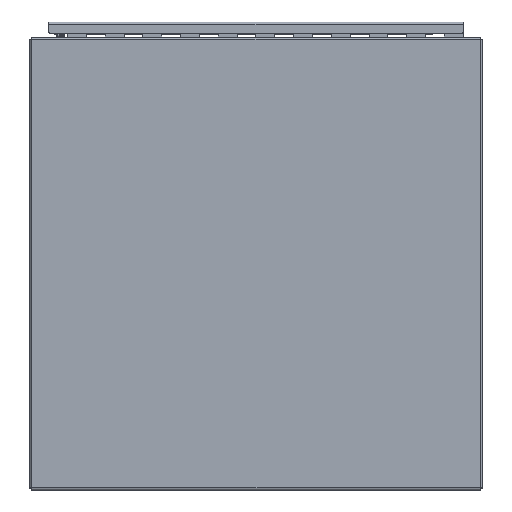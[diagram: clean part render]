
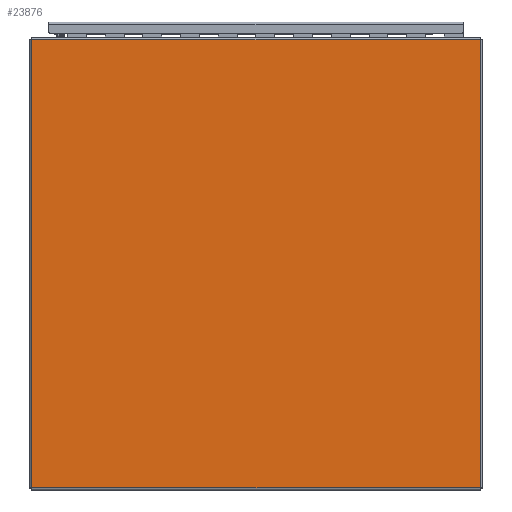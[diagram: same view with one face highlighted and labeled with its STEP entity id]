
A CAD part, top view. The second image highlights one B-rep face of the part: STEP entity #23876.
In plain terms, the highlighted planar face has unit normal (0, 0, 1).
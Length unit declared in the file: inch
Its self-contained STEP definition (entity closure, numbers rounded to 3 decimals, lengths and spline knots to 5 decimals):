
#1151 = ORIENTED_EDGE ( 'NONE', *, *, #28669, .F. ) ;
#1699 = PLANE ( 'NONE',  #8861 ) ;
#2163 = CARTESIAN_POINT ( 'NONE',  ( -11.892, -11.892, 0. ) ) ;
#2269 = VERTEX_POINT ( 'NONE', #25009 ) ;
#4060 = VERTEX_POINT ( 'NONE', #6734 ) ;
#4159 = DIRECTION ( 'NONE',  ( -1., 0., 0. ) ) ;
#4460 = CARTESIAN_POINT ( 'NONE',  ( -12., 12., 0. ) ) ;
#4524 = EDGE_CURVE ( 'NONE', #2269, #14404, #19977, .T. ) ;
#6186 = ORIENTED_EDGE ( 'NONE', *, *, #4524, .F. ) ;
#6477 = FACE_OUTER_BOUND ( 'NONE', #13846, .T. ) ;
#6734 = CARTESIAN_POINT ( 'NONE',  ( 11.892, 11.892, 0. ) ) ;
#7299 = LINE ( 'NONE', #9311, #11898 ) ;
#8406 = DIRECTION ( 'NONE',  ( -1., 0., 0. ) ) ;
#8861 = AXIS2_PLACEMENT_3D ( 'NONE', #4460, #25267, #4159 ) ;
#9215 = ORIENTED_EDGE ( 'NONE', *, *, #12326, .F. ) ;
#9311 = CARTESIAN_POINT ( 'NONE',  ( 11.892, -11.892, 0. ) ) ;
#9370 = VERTEX_POINT ( 'NONE', #15734 ) ;
#10117 = ORIENTED_EDGE ( 'NONE', *, *, #28535, .F. ) ;
#11898 = VECTOR ( 'NONE', #25787, 39.37008 ) ;
#11940 = DIRECTION ( 'NONE',  ( 1., 0., 0. ) ) ;
#12326 = EDGE_CURVE ( 'NONE', #14404, #9370, #21428, .T. ) ;
#13846 = EDGE_LOOP ( 'NONE', ( #6186, #10117, #1151, #9215 ) ) ;
#14404 = VERTEX_POINT ( 'NONE', #2163 ) ;
#15734 = CARTESIAN_POINT ( 'NONE',  ( -11.892, 11.892, 0. ) ) ;
#16959 = DIRECTION ( 'NONE',  ( 0., 1., 0. ) ) ;
#17958 = CARTESIAN_POINT ( 'NONE',  ( -11.892, -11.892, 0. ) ) ;
#18114 = VECTOR ( 'NONE', #16959, 39.37008 ) ;
#19977 = LINE ( 'NONE', #17958, #24337 ) ;
#21428 = LINE ( 'NONE', #28802, #18114 ) ;
#23643 = LINE ( 'NONE', #30409, #29109 ) ;
#23876 = ADVANCED_FACE ( 'NONE', ( #6477 ), #1699, .F. ) ;
#24337 = VECTOR ( 'NONE', #8406, 39.37008 ) ;
#25009 = CARTESIAN_POINT ( 'NONE',  ( 11.892, -11.892, 0. ) ) ;
#25267 = DIRECTION ( 'NONE',  ( 0., 0., -1. ) ) ;
#25787 = DIRECTION ( 'NONE',  ( 0., -1., 0. ) ) ;
#28535 = EDGE_CURVE ( 'NONE', #4060, #2269, #7299, .T. ) ;
#28669 = EDGE_CURVE ( 'NONE', #9370, #4060, #23643, .T. ) ;
#28802 = CARTESIAN_POINT ( 'NONE',  ( -11.892, 11.892, 0. ) ) ;
#29109 = VECTOR ( 'NONE', #11940, 39.37008 ) ;
#30409 = CARTESIAN_POINT ( 'NONE',  ( 11.892, 11.892, 0. ) ) ;
